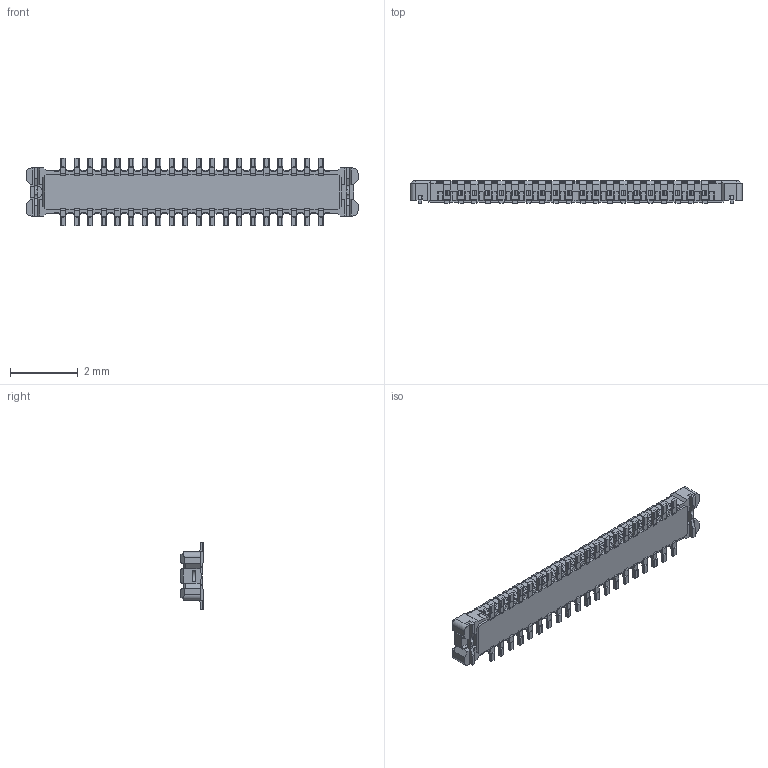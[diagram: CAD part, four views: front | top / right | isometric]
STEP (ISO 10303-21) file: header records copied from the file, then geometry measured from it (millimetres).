
FILE_DESCRIPTION((''),'2;1');
FILE_NAME('P-A-40_ASM','2017-08-30T',('sean.zhang'),(''),'PRO/ENGINEER BY PARAMETRIC TECHNOLOGY CORPORATION, 2011310','PRO/ENGINEER BY PARAMETRIC TECHNOLOGY CORPORATION, 2011310','');
FILE_SCHEMA(('AUTOMOTIVE_DESIGN_CC2 { 1 2 10303 214 -1 1 5 2 }'));
Products named in the file (1): P-A-40_ASM
Bounding box: 9.8 x 0.67 x 2 mm (x, y, z)
Volume: 4.3 mm3; surface area: 58.6 mm2
Topology: 1 solids, 1 shells, 1772 faces, 4996 edges, 3284 vertices
Faces by surface type: plane 1483, cylinder 269, torus 8, bspline 8, cone 4
Entity records: 69343 total; most frequent: CARTESIAN_POINT 10659, ORIENTED_EDGE 9992, DIRECTION 8900, EDGE_CURVE 4996, VECTOR 4324, LINE 4324, VERTEX_POINT 3284, AXIS2_PLACEMENT_3D 2288
